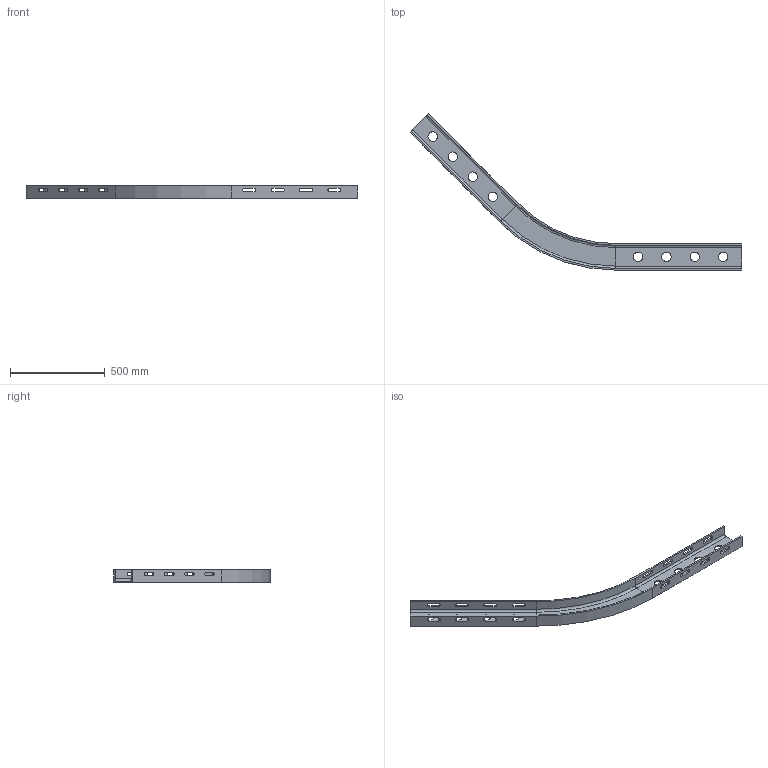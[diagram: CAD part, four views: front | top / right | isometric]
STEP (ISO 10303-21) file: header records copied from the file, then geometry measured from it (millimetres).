
FILE_DESCRIPTION (( 'STEP AP214' ), '1' );
FILE_NAME ('UPE cintre a deplier.STEP', '2023-10-11T09:10:22', ( '' ), ( '' ), 'SwSTEP 2.0', 'SolidWorks 2022', '' );
FILE_SCHEMA (( 'AUTOMOTIVE_DESIGN' ));
Length unit declared in the file: millimetre
Products named in the file (1): UPE cintre a deplier
Bounding box: 1756.6 x 826.6 x 65 mm (x, y, z)
Volume: 3352431.1 mm3; surface area: 988821.3 mm2
Topology: 3 solids, 3 shells, 124 faces, 354 edges, 236 vertices
Faces by surface type: cylinder 64, plane 58, torus 2
Entity records: 4240 total; most frequent: DIRECTION 738, CARTESIAN_POINT 715, ORIENTED_EDGE 708, EDGE_CURVE 354, AXIS2_PLACEMENT_3D 259, VERTEX_POINT 236, VECTOR 220, LINE 220
